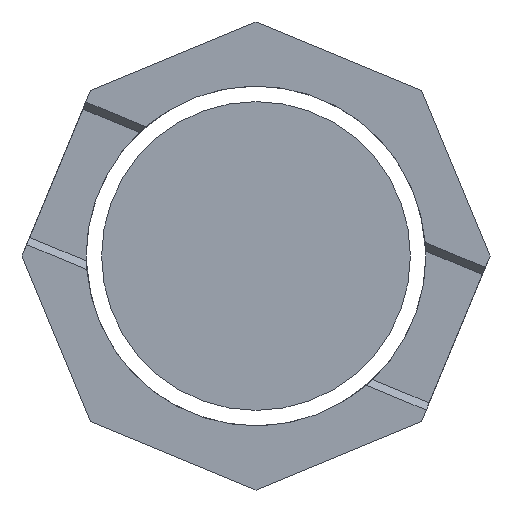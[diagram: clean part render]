
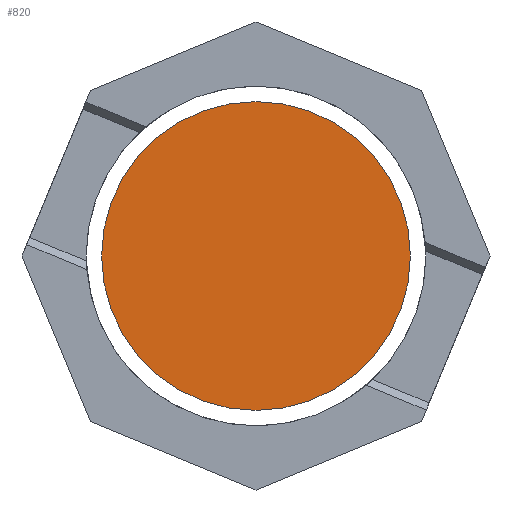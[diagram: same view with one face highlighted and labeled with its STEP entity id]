
A CAD part, front view. The second image highlights one B-rep face of the part: STEP entity #820.
In plain terms, the highlighted planar face has unit normal (0, -1, 0).
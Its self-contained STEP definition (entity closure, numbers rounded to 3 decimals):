
#753=CARTESIAN_POINT('',(0.,-0.1,0.));
#754=DIRECTION('',(0.,1.,0.));
#755=DIRECTION('',(1.,0.,0.));
#756=AXIS2_PLACEMENT_3D('',#753,#754,#755);
#758=CARTESIAN_POINT('',(0.,-0.1,0.));
#759=DIRECTION('',(0.,1.,0.));
#760=DIRECTION('',(-1.,0.,0.));
#761=AXIS2_PLACEMENT_3D('',#758,#759,#760);
#777=CARTESIAN_POINT('',(1.,-0.1,0.));
#778=CARTESIAN_POINT('',(-1.,-0.1,0.));
#779=VERTEX_POINT('',#777);
#780=VERTEX_POINT('',#778);
#811=CARTESIAN_POINT('',(0.,-0.1,0.));
#812=DIRECTION('',(0.,1.,0.));
#813=DIRECTION('',(1.,0.,0.));
#814=AXIS2_PLACEMENT_3D('',#811,#812,#813);
#815=PLANE('',#814);
#816=ORIENTED_EDGE('',*,*,#788,.T.);
#817=ORIENTED_EDGE('',*,*,#803,.T.);
#818=EDGE_LOOP('',(#816,#817));
#819=FACE_OUTER_BOUND('',#818,.F.);
#757=CIRCLE('',#756,1.);
#762=CIRCLE('',#761,1.);
#788=EDGE_CURVE('',#779,#780,#757,.T.);
#803=EDGE_CURVE('',#780,#779,#762,.T.);
#820=ADVANCED_FACE('',(#819),#815,.F.);
